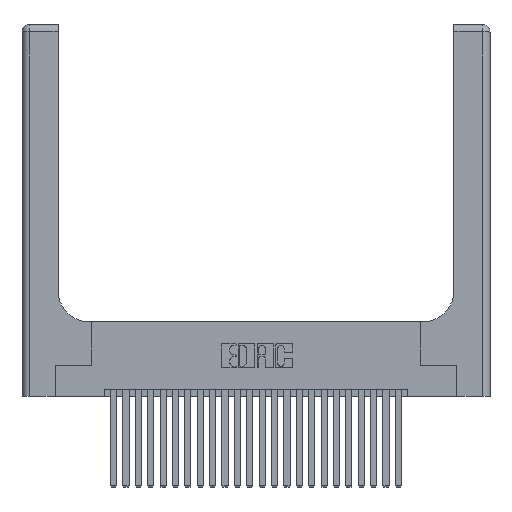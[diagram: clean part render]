
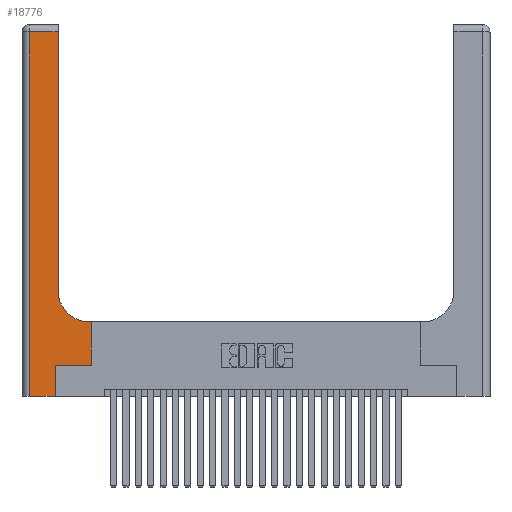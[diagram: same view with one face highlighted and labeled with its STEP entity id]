
A CAD part, top view. The second image highlights one B-rep face of the part: STEP entity #18776.
In plain terms, the highlighted planar face has unit normal (0, 0, 1).
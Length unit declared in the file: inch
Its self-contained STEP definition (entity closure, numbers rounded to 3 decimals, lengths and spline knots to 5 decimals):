
#35 = CARTESIAN_POINT ( 'NONE',  ( 0.5415, 0.85, 0.37 ) ) ;
#185 = DIRECTION ( 'NONE',  ( 0., 1., 0. ) ) ;
#742 = PLANE ( 'NONE',  #21297 ) ;
#839 = CARTESIAN_POINT ( 'NONE',  ( 0., 2.94, 0.37 ) ) ;
#2032 = DIRECTION ( 'NONE',  ( -1., 0., 0. ) ) ;
#2190 = DIRECTION ( 'NONE',  ( 1., 0., 0. ) ) ;
#2366 = CARTESIAN_POINT ( 'NONE',  ( 0.269, 0., 0.37 ) ) ;
#2771 = DIRECTION ( 'NONE',  ( 0., -1., 0. ) ) ;
#2852 = DIRECTION ( 'NONE',  ( -1., 0., 0. ) ) ;
#2900 = LINE ( 'NONE', #22328, #13825 ) ;
#2945 = DIRECTION ( 'NONE',  ( -1., 0., 0. ) ) ;
#4127 = EDGE_CURVE ( 'NONE', #11091, #13593, #6514, .T. ) ;
#4486 = EDGE_CURVE ( 'NONE', #14995, #12125, #2900, .T. ) ;
#5182 = CARTESIAN_POINT ( 'NONE',  ( 0.5585, 0.6, 0.37 ) ) ;
#5339 = CARTESIAN_POINT ( 'NONE',  ( 0.2915, 0.85, 0.37 ) ) ;
#5346 = EDGE_CURVE ( 'NONE', #11520, #14995, #5452, .T. ) ;
#5452 = LINE ( 'NONE', #24693, #20873 ) ;
#6140 = CARTESIAN_POINT ( 'NONE',  ( 0.2915, 0.6, 0.37 ) ) ;
#6216 = CIRCLE ( 'NONE', #18202, 0.25 ) ;
#6241 = FACE_OUTER_BOUND ( 'NONE', #20056, .T. ) ;
#6347 = ORIENTED_EDGE ( 'NONE', *, *, #20517, .T. ) ;
#6369 = ORIENTED_EDGE ( 'NONE', *, *, #24280, .T. ) ;
#6514 = LINE ( 'NONE', #13389, #16624 ) ;
#6760 = VECTOR ( 'NONE', #185, 39.37008 ) ;
#7216 = DIRECTION ( 'NONE',  ( 0., 1., 0. ) ) ;
#7644 = CARTESIAN_POINT ( 'NONE',  ( 0.2915, 2.94, 0.37 ) ) ;
#9743 = CARTESIAN_POINT ( 'NONE',  ( 0.06, 2.94, 0.37 ) ) ;
#10218 = ORIENTED_EDGE ( 'NONE', *, *, #5346, .T. ) ;
#10744 = DIRECTION ( 'NONE',  ( 1., 0., 0. ) ) ;
#10842 = CARTESIAN_POINT ( 'NONE',  ( 0.06, 0., 0.37 ) ) ;
#11090 = CARTESIAN_POINT ( 'NONE',  ( 0., 3., 0.37 ) ) ;
#11091 = VERTEX_POINT ( 'NONE', #5339 ) ;
#11520 = VERTEX_POINT ( 'NONE', #10842 ) ;
#12083 = VECTOR ( 'NONE', #2032, 39.37008 ) ;
#12125 = VERTEX_POINT ( 'NONE', #18824 ) ;
#12467 = EDGE_CURVE ( 'NONE', #21687, #18942, #17359, .T. ) ;
#12489 = DIRECTION ( 'NONE',  ( 0., 1., 0. ) ) ;
#13061 = CARTESIAN_POINT ( 'NONE',  ( 0.06, 3., 0.37 ) ) ;
#13389 = CARTESIAN_POINT ( 'NONE',  ( 0.2915, 3., 0.37 ) ) ;
#13593 = VERTEX_POINT ( 'NONE', #7644 ) ;
#13825 = VECTOR ( 'NONE', #12489, 39.37008 ) ;
#14078 = VECTOR ( 'NONE', #16161, 39.37008 ) ;
#14378 = LINE ( 'NONE', #839, #14992 ) ;
#14477 = DIRECTION ( 'NONE',  ( 0., 0., -1. ) ) ;
#14992 = VECTOR ( 'NONE', #2945, 39.37008 ) ;
#14995 = VERTEX_POINT ( 'NONE', #2366 ) ;
#15103 = DIRECTION ( 'NONE',  ( 0., 0., -1. ) ) ;
#15699 = CARTESIAN_POINT ( 'NONE',  ( 0.5585, 0.25, 0.37 ) ) ;
#15849 = ORIENTED_EDGE ( 'NONE', *, *, #24552, .T. ) ;
#16161 = DIRECTION ( 'NONE',  ( 1., 0., 0. ) ) ;
#16624 = VECTOR ( 'NONE', #7216, 39.37008 ) ;
#17359 = LINE ( 'NONE', #6140, #12083 ) ;
#17458 = ORIENTED_EDGE ( 'NONE', *, *, #24398, .T. ) ;
#17537 = VECTOR ( 'NONE', #2771, 39.37008 ) ;
#18109 = LINE ( 'NONE', #24507, #6760 ) ;
#18202 = AXIS2_PLACEMENT_3D ( 'NONE', #35, #14477, #2190 ) ;
#18776 = ADVANCED_FACE ( 'NONE', ( #6241 ), #742, .F. ) ;
#18824 = CARTESIAN_POINT ( 'NONE',  ( 0.269, 0.25, 0.37 ) ) ;
#18942 = VERTEX_POINT ( 'NONE', #21463 ) ;
#19206 = EDGE_CURVE ( 'NONE', #18942, #11091, #6216, .T. ) ;
#19937 = ORIENTED_EDGE ( 'NONE', *, *, #19206, .T. ) ;
#20056 = EDGE_LOOP ( 'NONE', ( #24861, #15849, #6347, #10218, #22042, #6369, #17458, #22086, #19937 ) ) ;
#20517 = EDGE_CURVE ( 'NONE', #23250, #11520, #23423, .T. ) ;
#20732 = VERTEX_POINT ( 'NONE', #15699 ) ;
#20873 = VECTOR ( 'NONE', #10744, 39.37008 ) ;
#21297 = AXIS2_PLACEMENT_3D ( 'NONE', #11090, #15103, #2852 ) ;
#21463 = CARTESIAN_POINT ( 'NONE',  ( 0.5415, 0.6, 0.37 ) ) ;
#21687 = VERTEX_POINT ( 'NONE', #5182 ) ;
#22042 = ORIENTED_EDGE ( 'NONE', *, *, #4486, .T. ) ;
#22086 = ORIENTED_EDGE ( 'NONE', *, *, #12467, .T. ) ;
#22328 = CARTESIAN_POINT ( 'NONE',  ( 0.269, 0., 0.37 ) ) ;
#23250 = VERTEX_POINT ( 'NONE', #9743 ) ;
#23423 = LINE ( 'NONE', #13061, #17537 ) ;
#24158 = CARTESIAN_POINT ( 'NONE',  ( 0.269, 0.25, 0.37 ) ) ;
#24280 = EDGE_CURVE ( 'NONE', #12125, #20732, #25272, .T. ) ;
#24398 = EDGE_CURVE ( 'NONE', #20732, #21687, #18109, .T. ) ;
#24507 = CARTESIAN_POINT ( 'NONE',  ( 0.5585, 0.25, 0.37 ) ) ;
#24552 = EDGE_CURVE ( 'NONE', #13593, #23250, #14378, .T. ) ;
#24693 = CARTESIAN_POINT ( 'NONE',  ( 0., 0., 0.37 ) ) ;
#24861 = ORIENTED_EDGE ( 'NONE', *, *, #4127, .T. ) ;
#25272 = LINE ( 'NONE', #24158, #14078 ) ;
